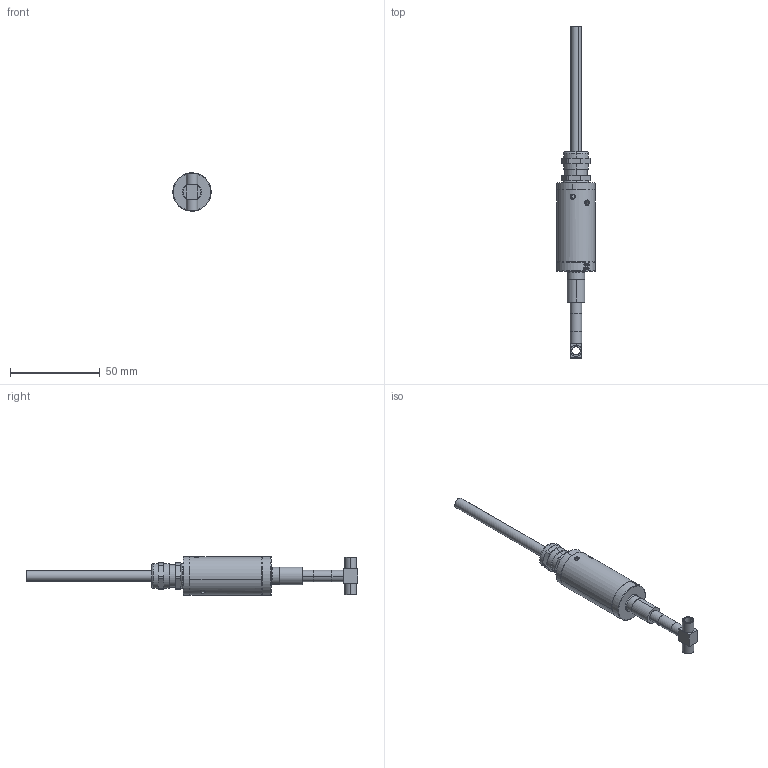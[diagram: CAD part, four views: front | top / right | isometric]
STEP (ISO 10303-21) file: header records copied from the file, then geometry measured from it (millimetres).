
FILE_DESCRIPTION (( 'STEP AP203' ), '1' );
FILE_NAME ('GFF-L-4A.STEP', '2018-09-25T18:54:48', ( 'mrutkowski' ), ( 'Hewlett-Packard Company' ), 'SwSTEP 2.0', 'SolidWorks 2017', '' );
FILE_SCHEMA (( 'CONFIG_CONTROL_DESIGN' ));
Length unit declared in the file: inch
Products named in the file (1): GFF-L-4A
Bounding box: 21.34 x 184.71 x 21.34 mm (x, y, z)
Surface area: 10422 mm2 (no closed solid volume)
Topology: 0 solids, 19 shells, 141 faces, 511 edges, 387 vertices
Faces by surface type: cylinder 75, plane 42, torus 12, bspline 10, cone 2
Entity records: 6999 total; most frequent: CARTESIAN_POINT 2868, DIRECTION 785, ORIENTED_EDGE 761, EDGE_CURVE 511, VERTEX_POINT 387, AXIS2_PLACEMENT_3D 302, VECTOR 181, LINE 181
